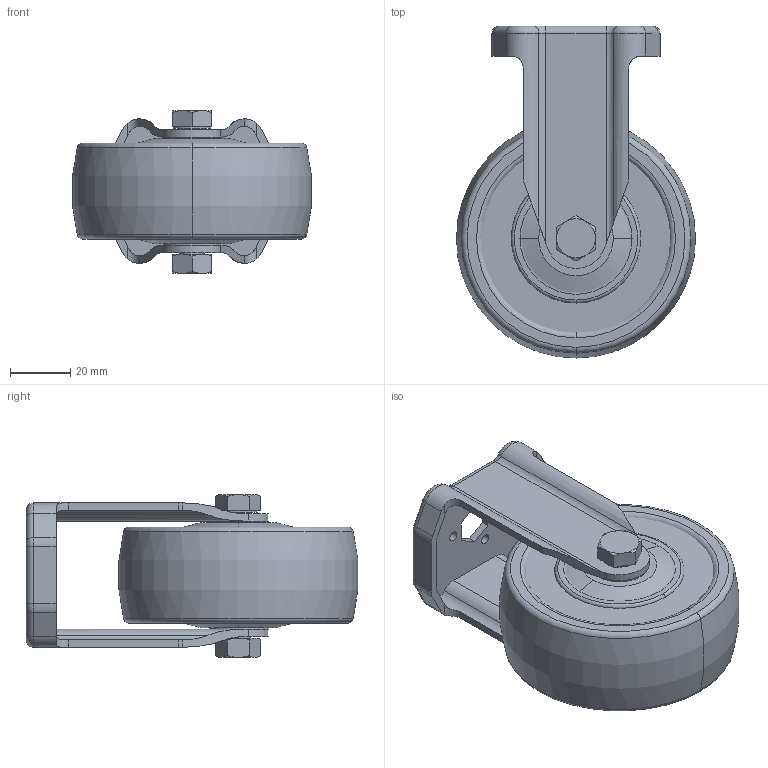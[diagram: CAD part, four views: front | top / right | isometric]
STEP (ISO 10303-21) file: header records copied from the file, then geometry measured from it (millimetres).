
FILE_DESCRIPTION (( 'STEP AP214' ), '1' );
FILE_NAME ('ERGO00H1908-Roulette fixe D80.step', '2023-03-24T09:25:37', ( 'Altae' ), ( '' ), 'SwSTEP 2.0', 'SolidWorks 2021', '' );
FILE_SCHEMA (( 'AUTOMOTIVE_DESIGN' ));
Length unit declared in the file: millimetre
Products named in the file (6): 02^ERGO00H1908-Roulette fixe D80; ERGO00H1908-Roulette fixe D80; 03^ERGO00H1908-Roulette fixe D80; 05^ERGO00H1908-Roulette fixe D80; 01^ERGO00H1908-Roulette fixe D80; 04^ERGO00H1908-Roulette fixe D80
Assembly tree (5 placements, depth 2):
  ERGO00H1908-Roulette fixe D80
    01^ERGO00H1908-Roulette fixe D80
    02^ERGO00H1908-Roulette fixe D80
    03^ERGO00H1908-Roulette fixe D80
    04^ERGO00H1908-Roulette fixe D80
    05^ERGO00H1908-Roulette fixe D80
Bounding box: 79.6 x 110.5 x 54.2 mm (x, y, z)
Volume: 159215 mm3; surface area: 59498.9 mm2
Topology: 5 solids, 5 shells, 234 faces, 546 edges, 336 vertices
Faces by surface type: cylinder 80, plane 68, cone 44, torus 42
Entity records: 7242 total; most frequent: CARTESIAN_POINT 1572, DIRECTION 1220, ORIENTED_EDGE 1092, EDGE_CURVE 546, AXIS2_PLACEMENT_3D 504, VERTEX_POINT 336, EDGE_LOOP 266, CIRCLE 262
